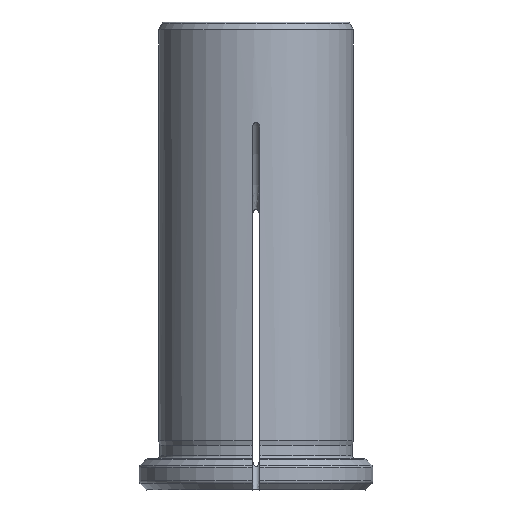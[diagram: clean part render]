
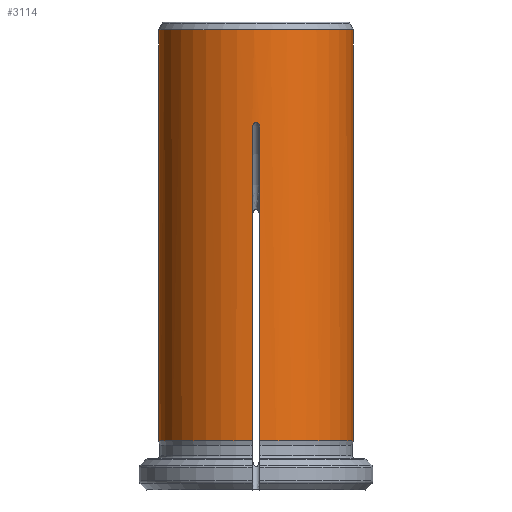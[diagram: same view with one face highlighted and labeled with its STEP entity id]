
A CAD part, front view. The second image highlights one B-rep face of the part: STEP entity #3114.
In plain terms, the highlighted cylindrical face has radius 12.5 mm (diameter 25 mm), a full revolution.
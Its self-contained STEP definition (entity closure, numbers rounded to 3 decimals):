
#78=CYLINDRICAL_SURFACE('',#3359,12.5);
#105=CIRCLE('',#3263,12.5);
#126=CIRCLE('',#3299,12.5);
#141=CIRCLE('',#3329,12.5);
#156=CIRCLE('',#3360,12.5);
#157=CIRCLE('',#3361,12.5);
#254=LINE('',#4924,#526);
#258=LINE('',#4966,#530);
#264=LINE('',#5103,#536);
#268=LINE('',#5133,#540);
#274=LINE('',#5270,#546);
#278=LINE('',#5300,#550);
#282=LINE('',#5340,#554);
#283=LINE('',#5352,#555);
#526=VECTOR('',#3649,1000.);
#530=VECTOR('',#3655,1000.);
#536=VECTOR('',#3719,1000.);
#540=VECTOR('',#3725,1000.);
#546=VECTOR('',#3789,1000.);
#550=VECTOR('',#3795,1000.);
#554=VECTOR('',#3807,1000.);
#555=VECTOR('',#3808,1000.);
#1089=ORIENTED_EDGE('',*,*,#1911,.F.);
#1090=ORIENTED_EDGE('',*,*,#1759,.F.);
#1091=ORIENTED_EDGE('',*,*,#1912,.T.);
#1092=ORIENTED_EDGE('',*,*,#1913,.F.);
#1093=ORIENTED_EDGE('',*,*,#1914,.F.);
#1094=ORIENTED_EDGE('',*,*,#1915,.F.);
#1095=ORIENTED_EDGE('',*,*,#1895,.T.);
#1096=ORIENTED_EDGE('',*,*,#1892,.F.);
#1097=ORIENTED_EDGE('',*,*,#1904,.F.);
#1098=ORIENTED_EDGE('',*,*,#1863,.F.);
#1099=ORIENTED_EDGE('',*,*,#1851,.T.);
#1100=ORIENTED_EDGE('',*,*,#1848,.F.);
#1101=ORIENTED_EDGE('',*,*,#1860,.F.);
#1102=ORIENTED_EDGE('',*,*,#1819,.F.);
#1103=ORIENTED_EDGE('',*,*,#1804,.T.);
#1104=ORIENTED_EDGE('',*,*,#1801,.F.);
#1105=ORIENTED_EDGE('',*,*,#1816,.F.);
#1759=EDGE_CURVE('',#2228,#2229,#105,.F.);
#1801=EDGE_CURVE('',#2264,#2265,#2481,.T.);
#1804=EDGE_CURVE('',#2266,#2265,#254,.T.);
#1816=EDGE_CURVE('',#2229,#2264,#258,.T.);
#1819=EDGE_CURVE('',#2266,#2272,#126,.F.);
#1848=EDGE_CURVE('',#2292,#2293,#2503,.T.);
#1851=EDGE_CURVE('',#2294,#2293,#264,.T.);
#1860=EDGE_CURVE('',#2272,#2292,#268,.T.);
#1863=EDGE_CURVE('',#2294,#2300,#141,.F.);
#1892=EDGE_CURVE('',#2320,#2321,#2522,.T.);
#1895=EDGE_CURVE('',#2322,#2321,#274,.T.);
#1904=EDGE_CURVE('',#2300,#2320,#278,.T.);
#1911=EDGE_CURVE('',#2332,#2332,#156,.F.);
#1912=EDGE_CURVE('',#2228,#2333,#282,.T.);
#1913=EDGE_CURVE('',#2334,#2333,#2530,.T.);
#1914=EDGE_CURVE('',#2335,#2334,#283,.T.);
#1915=EDGE_CURVE('',#2322,#2335,#157,.F.);
#2228=VERTEX_POINT('',#4751);
#2229=VERTEX_POINT('',#4753);
#2264=VERTEX_POINT('',#4910);
#2265=VERTEX_POINT('',#4920);
#2266=VERTEX_POINT('',#4925);
#2272=VERTEX_POINT('',#4972);
#2292=VERTEX_POINT('',#5089);
#2293=VERTEX_POINT('',#5099);
#2294=VERTEX_POINT('',#5104);
#2300=VERTEX_POINT('',#5139);
#2320=VERTEX_POINT('',#5256);
#2321=VERTEX_POINT('',#5266);
#2322=VERTEX_POINT('',#5271);
#2332=VERTEX_POINT('',#5339);
#2333=VERTEX_POINT('',#5341);
#2334=VERTEX_POINT('',#5351);
#2335=VERTEX_POINT('',#5353);
#2481=B_SPLINE_CURVE_WITH_KNOTS('',3,(#4911,#4912,#4913,#4914,#4915,#4916,
#4917,#4918,#4919),.UNSPECIFIED.,.F.,.F.,(4,1,1,1,1,1,4),(0.003,
0.003,0.004,0.004,0.004,
0.004,0.005),.UNSPECIFIED.);
#2503=B_SPLINE_CURVE_WITH_KNOTS('',3,(#5090,#5091,#5092,#5093,#5094,#5095,
#5096,#5097,#5098),.UNSPECIFIED.,.F.,.F.,(4,1,1,1,1,1,4),(0.003,
0.003,0.004,0.004,0.004,
0.004,0.005),.UNSPECIFIED.);
#2522=B_SPLINE_CURVE_WITH_KNOTS('',3,(#5257,#5258,#5259,#5260,#5261,#5262,
#5263,#5264,#5265),.UNSPECIFIED.,.F.,.F.,(4,1,1,1,1,1,4),(0.003,
0.003,0.004,0.004,0.004,
0.004,0.005),.UNSPECIFIED.);
#2530=B_SPLINE_CURVE_WITH_KNOTS('',3,(#5342,#5343,#5344,#5345,#5346,#5347,
#5348,#5349,#5350),.UNSPECIFIED.,.F.,.F.,(4,1,1,1,1,1,4),(0.003,
0.003,0.004,0.004,0.004,
0.004,0.005),.UNSPECIFIED.);
#2627=EDGE_LOOP('',(#1089));
#2628=EDGE_LOOP('',(#1090,#1091,#1092,#1093,#1094,#1095,#1096,#1097,#1098,
#1099,#1100,#1101,#1102,#1103,#1104,#1105));
#2831=FACE_BOUND('',#2627,.T.);
#2832=FACE_BOUND('',#2628,.T.);
#3114=ADVANCED_FACE('',(#2831,#2832),#78,.T.);
#3263=AXIS2_PLACEMENT_3D('',#4752,#3576,#3577);
#3299=AXIS2_PLACEMENT_3D('',#4971,#3661,#3662);
#3329=AXIS2_PLACEMENT_3D('',#5138,#3731,#3732);
#3359=AXIS2_PLACEMENT_3D('',#5337,#3803,#3804);
#3360=AXIS2_PLACEMENT_3D('',#5338,#3805,#3806);
#3361=AXIS2_PLACEMENT_3D('',#5354,#3809,#3810);
#3576=DIRECTION('',(0.,0.,1.));
#3577=DIRECTION('',(1.,0.,0.));
#3649=DIRECTION('',(0.,0.,1.));
#3655=DIRECTION('',(0.,0.,1.));
#3661=DIRECTION('',(0.,0.,1.));
#3662=DIRECTION('',(1.,0.,0.));
#3719=DIRECTION('',(0.,0.,1.));
#3725=DIRECTION('',(0.,0.,1.));
#3731=DIRECTION('',(0.,0.,1.));
#3732=DIRECTION('',(1.,0.,0.));
#3789=DIRECTION('',(0.,0.,1.));
#3795=DIRECTION('',(0.,0.,1.));
#3803=DIRECTION('',(0.,0.,1.));
#3804=DIRECTION('',(1.,0.,0.));
#3805=DIRECTION('',(0.,0.,-1.));
#3806=DIRECTION('',(-1.,0.,0.));
#3807=DIRECTION('',(0.,0.,1.));
#3808=DIRECTION('',(0.,0.,1.));
#3809=DIRECTION('',(0.,0.,1.));
#3810=DIRECTION('',(1.,0.,0.));
#4751=CARTESIAN_POINT('',(12.49,-0.5,2.313));
#4752=CARTESIAN_POINT('',(0.,0.,2.313));
#4753=CARTESIAN_POINT('',(0.5,-12.49,2.313));
#4910=CARTESIAN_POINT('',(0.5,-12.49,42.375));
#4911=CARTESIAN_POINT('',(0.5,-12.49,42.375));
#4912=CARTESIAN_POINT('',(0.5,-12.49,42.538));
#4913=CARTESIAN_POINT('',(0.447,-12.492,42.785));
#4914=CARTESIAN_POINT('',(0.243,-12.498,43.05));
#4915=CARTESIAN_POINT('',(-0.001,-12.501,43.147));
#4916=CARTESIAN_POINT('',(-0.243,-12.498,43.049));
#4917=CARTESIAN_POINT('',(-0.448,-12.492,42.784));
#4918=CARTESIAN_POINT('',(-0.5,-12.49,42.537));
#4919=CARTESIAN_POINT('',(-0.5,-12.49,42.375));
#4920=CARTESIAN_POINT('',(-0.5,-12.49,42.375));
#4924=CARTESIAN_POINT('',(-0.5,-12.49,60.));
#4925=CARTESIAN_POINT('',(-0.5,-12.49,2.313));
#4966=CARTESIAN_POINT('',(0.5,-12.49,60.));
#4971=CARTESIAN_POINT('',(0.,0.,2.313));
#4972=CARTESIAN_POINT('',(-12.49,-0.5,2.313));
#5089=CARTESIAN_POINT('',(-12.49,-0.5,42.375));
#5090=CARTESIAN_POINT('',(-12.49,-0.5,42.375));
#5091=CARTESIAN_POINT('',(-12.49,-0.5,42.538));
#5092=CARTESIAN_POINT('',(-12.492,-0.447,42.785));
#5093=CARTESIAN_POINT('',(-12.498,-0.243,43.05));
#5094=CARTESIAN_POINT('',(-12.501,0.001,43.147));
#5095=CARTESIAN_POINT('',(-12.498,0.243,43.049));
#5096=CARTESIAN_POINT('',(-12.492,0.448,42.784));
#5097=CARTESIAN_POINT('',(-12.49,0.5,42.537));
#5098=CARTESIAN_POINT('',(-12.49,0.5,42.375));
#5099=CARTESIAN_POINT('',(-12.49,0.5,42.375));
#5103=CARTESIAN_POINT('',(-12.49,0.5,60.));
#5104=CARTESIAN_POINT('',(-12.49,0.5,2.313));
#5133=CARTESIAN_POINT('',(-12.49,-0.5,60.));
#5138=CARTESIAN_POINT('',(0.,0.,2.313));
#5139=CARTESIAN_POINT('',(-0.5,12.49,2.313));
#5256=CARTESIAN_POINT('',(-0.5,12.49,42.375));
#5257=CARTESIAN_POINT('',(-0.5,12.49,42.375));
#5258=CARTESIAN_POINT('',(-0.5,12.49,42.538));
#5259=CARTESIAN_POINT('',(-0.447,12.492,42.785));
#5260=CARTESIAN_POINT('',(-0.243,12.498,43.05));
#5261=CARTESIAN_POINT('',(0.001,12.501,43.147));
#5262=CARTESIAN_POINT('',(0.243,12.498,43.049));
#5263=CARTESIAN_POINT('',(0.448,12.492,42.784));
#5264=CARTESIAN_POINT('',(0.5,12.49,42.537));
#5265=CARTESIAN_POINT('',(0.5,12.49,42.375));
#5266=CARTESIAN_POINT('',(0.5,12.49,42.375));
#5270=CARTESIAN_POINT('',(0.5,12.49,60.));
#5271=CARTESIAN_POINT('',(0.5,12.49,2.313));
#5300=CARTESIAN_POINT('',(-0.5,12.49,60.));
#5337=CARTESIAN_POINT('',(0.,0.,60.));
#5338=CARTESIAN_POINT('',(0.,0.,54.986));
#5339=CARTESIAN_POINT('',(-12.5,0.,54.986));
#5340=CARTESIAN_POINT('',(12.49,-0.5,60.));
#5341=CARTESIAN_POINT('',(12.49,-0.5,42.375));
#5342=CARTESIAN_POINT('',(12.49,0.5,42.375));
#5343=CARTESIAN_POINT('',(12.49,0.5,42.538));
#5344=CARTESIAN_POINT('',(12.492,0.447,42.785));
#5345=CARTESIAN_POINT('',(12.498,0.243,43.05));
#5346=CARTESIAN_POINT('',(12.501,-0.001,43.147));
#5347=CARTESIAN_POINT('',(12.498,-0.243,43.049));
#5348=CARTESIAN_POINT('',(12.492,-0.448,42.784));
#5349=CARTESIAN_POINT('',(12.49,-0.5,42.537));
#5350=CARTESIAN_POINT('',(12.49,-0.5,42.375));
#5351=CARTESIAN_POINT('',(12.49,0.5,42.375));
#5352=CARTESIAN_POINT('',(12.49,0.5,60.));
#5353=CARTESIAN_POINT('',(12.49,0.5,2.313));
#5354=CARTESIAN_POINT('',(0.,0.,2.313));
